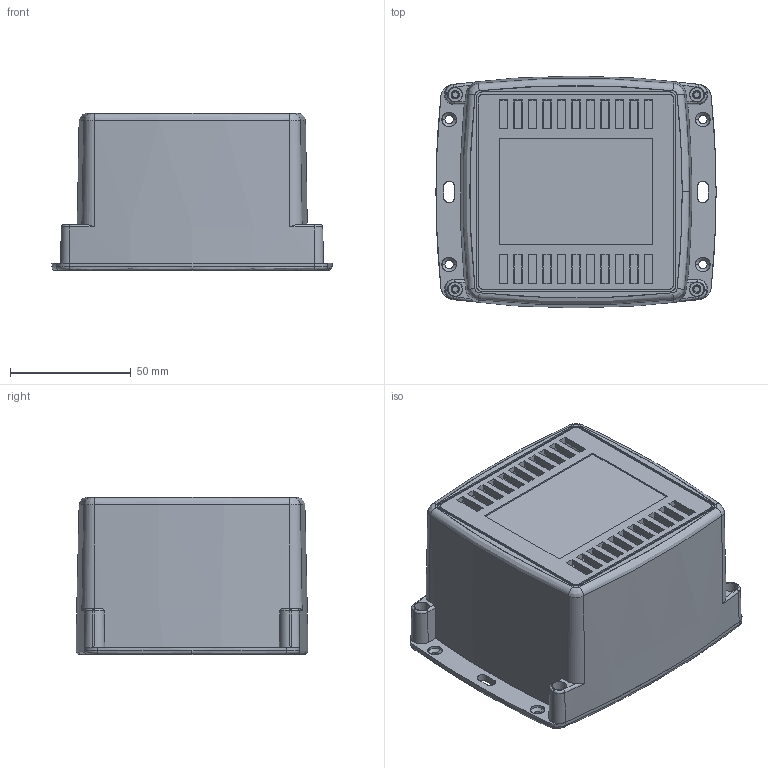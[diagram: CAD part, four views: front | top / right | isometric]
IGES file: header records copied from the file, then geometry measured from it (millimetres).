
Start section: SolidWorks IGES file using analytic representation for surfaces
Global section: file name: Z³o¿enie2.IGS; native system: SolidWorks 2012; preprocessor: SolidWorks 2012; author: Peter; date: 161229.103442; units: millimetre
Bounding box: 116 x 96 x 65 mm (x, y, z)
Surface area: 91459.6 mm2 (no closed solid volume)
Topology: 0 solids, 0 shells, 591 faces, 7506 edges, 7506 vertices
Faces by surface type: bspline 351, revolution 240
